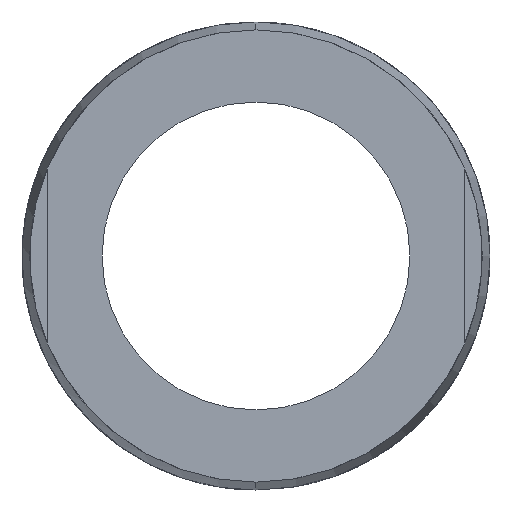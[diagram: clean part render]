
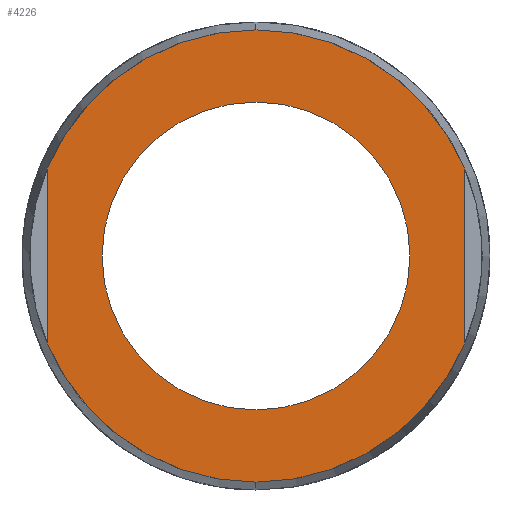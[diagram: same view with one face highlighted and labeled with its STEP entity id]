
A CAD part, left-side view. The second image highlights one B-rep face of the part: STEP entity #4226.
In plain terms, the highlighted planar face has unit normal (-1, 0, 0).
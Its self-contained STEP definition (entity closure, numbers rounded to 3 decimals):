
#6 = EDGE_CURVE ( 'NONE', #781, #606, #4454, .T. ) ;
#31 = CARTESIAN_POINT ( 'NONE',  ( -19., 0., 0. ) ) ;
#159 = DIRECTION ( 'NONE',  ( 0., 0., 1. ) ) ;
#215 = CIRCLE ( 'NONE', #3954, 13. ) ;
#315 = VERTEX_POINT ( 'NONE', #3937 ) ;
#344 = EDGE_CURVE ( 'NONE', #701, #606, #2546, .T. ) ;
#373 = FACE_OUTER_BOUND ( 'NONE', #1290, .T. ) ;
#392 = DIRECTION ( 'NONE',  ( 0., 0., 1. ) ) ;
#486 = EDGE_CURVE ( 'NONE', #2778, #1367, #2180, .T. ) ;
#606 = VERTEX_POINT ( 'NONE', #2303 ) ;
#701 = VERTEX_POINT ( 'NONE', #2671 ) ;
#704 = DIRECTION ( 'NONE',  ( -1., 0., 0. ) ) ;
#755 = CARTESIAN_POINT ( 'NONE',  ( -19., 0., 0. ) ) ;
#781 = VERTEX_POINT ( 'NONE', #3630 ) ;
#803 = CARTESIAN_POINT ( 'NONE',  ( -19., 0., -13. ) ) ;
#947 = CARTESIAN_POINT ( 'NONE',  ( -19., 0., -8.85 ) ) ;
#1061 = PLANE ( 'NONE',  #1388 ) ;
#1081 = DIRECTION ( 'NONE',  ( 0., 0., -1. ) ) ;
#1142 = ORIENTED_EDGE ( 'NONE', *, *, #4433, .T. ) ;
#1290 = EDGE_LOOP ( 'NONE', ( #1142, #2640, #4459, #4163, #2057, #2739 ) ) ;
#1308 = CARTESIAN_POINT ( 'NONE',  ( -19., 12., -17.396 ) ) ;
#1360 = VECTOR ( 'NONE', #2708, 1000. ) ;
#1367 = VERTEX_POINT ( 'NONE', #2777 ) ;
#1388 = AXIS2_PLACEMENT_3D ( 'NONE', #1763, #3160, #1081 ) ;
#1403 = AXIS2_PLACEMENT_3D ( 'NONE', #1824, #3222, #159 ) ;
#1693 = CARTESIAN_POINT ( 'NONE',  ( -19., 0., 0. ) ) ;
#1763 = CARTESIAN_POINT ( 'NONE',  ( -19., 8.85, 0. ) ) ;
#1822 = LINE ( 'NONE', #2145, #4543 ) ;
#1824 = CARTESIAN_POINT ( 'NONE',  ( -19., 0., 0. ) ) ;
#1896 = CARTESIAN_POINT ( 'NONE',  ( -19., -12., 5. ) ) ;
#1913 = EDGE_LOOP ( 'NONE', ( #3626, #3545 ) ) ;
#1975 = AXIS2_PLACEMENT_3D ( 'NONE', #31, #704, #392 ) ;
#1993 = DIRECTION ( 'NONE',  ( 0., 0., 1. ) ) ;
#2057 = ORIENTED_EDGE ( 'NONE', *, *, #3623, .T. ) ;
#2084 = CARTESIAN_POINT ( 'NONE',  ( -19., 0., 0. ) ) ;
#2145 = CARTESIAN_POINT ( 'NONE',  ( -19., -12., -17.396 ) ) ;
#2180 = CIRCLE ( 'NONE', #3354, 8.85 ) ;
#2303 = CARTESIAN_POINT ( 'NONE',  ( -19., 12., 5. ) ) ;
#2334 = DIRECTION ( 'NONE',  ( -1., 0., 0. ) ) ;
#2423 = DIRECTION ( 'NONE',  ( -1., 0., 0. ) ) ;
#2546 = CIRCLE ( 'NONE', #3134, 13. ) ;
#2640 = ORIENTED_EDGE ( 'NONE', *, *, #2807, .T. ) ;
#2671 = CARTESIAN_POINT ( 'NONE',  ( -19., 0., 13. ) ) ;
#2695 = DIRECTION ( 'NONE',  ( 0., 0., 1. ) ) ;
#2708 = DIRECTION ( 'NONE',  ( 0., 0., 1. ) ) ;
#2739 = ORIENTED_EDGE ( 'NONE', *, *, #4269, .T. ) ;
#2777 = CARTESIAN_POINT ( 'NONE',  ( -19., 0., 8.85 ) ) ;
#2778 = VERTEX_POINT ( 'NONE', #947 ) ;
#2802 = DIRECTION ( 'NONE',  ( 0., 0., 1. ) ) ;
#2807 = EDGE_CURVE ( 'NONE', #3473, #701, #215, .T. ) ;
#2851 = AXIS2_PLACEMENT_3D ( 'NONE', #1693, #2423, #2695 ) ;
#2962 = VERTEX_POINT ( 'NONE', #803 ) ;
#2993 = DIRECTION ( 'NONE',  ( 0., 0., 1. ) ) ;
#3134 = AXIS2_PLACEMENT_3D ( 'NONE', #755, #3174, #2802 ) ;
#3155 = CIRCLE ( 'NONE', #1403, 8.85 ) ;
#3158 = EDGE_CURVE ( 'NONE', #1367, #2778, #3155, .T. ) ;
#3160 = DIRECTION ( 'NONE',  ( 1., 0., 0. ) ) ;
#3174 = DIRECTION ( 'NONE',  ( -1., 0., 0. ) ) ;
#3222 = DIRECTION ( 'NONE',  ( -1., 0., 0. ) ) ;
#3354 = AXIS2_PLACEMENT_3D ( 'NONE', #3720, #3388, #2993 ) ;
#3388 = DIRECTION ( 'NONE',  ( -1., 0., 0. ) ) ;
#3473 = VERTEX_POINT ( 'NONE', #1896 ) ;
#3545 = ORIENTED_EDGE ( 'NONE', *, *, #486, .F. ) ;
#3580 = DIRECTION ( 'NONE',  ( 0., 0., 1. ) ) ;
#3623 = EDGE_CURVE ( 'NONE', #781, #2962, #3646, .T. ) ;
#3626 = ORIENTED_EDGE ( 'NONE', *, *, #3158, .F. ) ;
#3630 = CARTESIAN_POINT ( 'NONE',  ( -19., 12., -5. ) ) ;
#3646 = CIRCLE ( 'NONE', #2851, 13. ) ;
#3720 = CARTESIAN_POINT ( 'NONE',  ( -19., 0., 0. ) ) ;
#3937 = CARTESIAN_POINT ( 'NONE',  ( -19., -12., -5. ) ) ;
#3943 = CIRCLE ( 'NONE', #1975, 13. ) ;
#3954 = AXIS2_PLACEMENT_3D ( 'NONE', #2084, #2334, #1993 ) ;
#4163 = ORIENTED_EDGE ( 'NONE', *, *, #6, .F. ) ;
#4209 = FACE_BOUND ( 'NONE', #1913, .T. ) ;
#4226 = ADVANCED_FACE ( 'NONE', ( #4209, #373 ), #1061, .F. ) ;
#4269 = EDGE_CURVE ( 'NONE', #2962, #315, #3943, .T. ) ;
#4433 = EDGE_CURVE ( 'NONE', #315, #3473, #1822, .T. ) ;
#4454 = LINE ( 'NONE', #1308, #1360 ) ;
#4459 = ORIENTED_EDGE ( 'NONE', *, *, #344, .T. ) ;
#4543 = VECTOR ( 'NONE', #3580, 1000. ) ;
